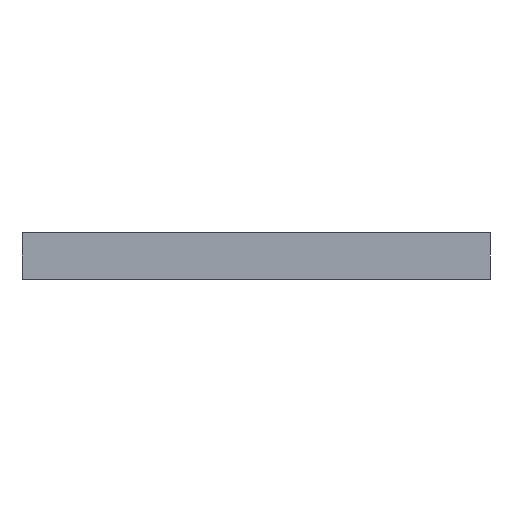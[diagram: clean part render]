
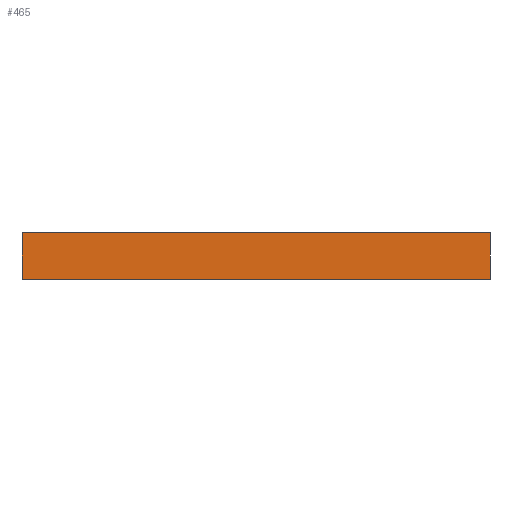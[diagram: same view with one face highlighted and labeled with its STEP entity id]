
A CAD part, left-side view. The second image highlights one B-rep face of the part: STEP entity #465.
In plain terms, the highlighted planar face has unit normal (-1, 0, 0).
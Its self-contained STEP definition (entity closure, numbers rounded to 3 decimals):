
#110=CARTESIAN_POINT('Vertex',(-190.,150.,15.)) ;
#113=CARTESIAN_POINT('Line Origine',(-190.,75.,15.)) ;
#117=CARTESIAN_POINT('Vertex',(-190.,0.,15.)) ;
#427=CARTESIAN_POINT('Vertex',(-190.,150.,0.)) ;
#430=CARTESIAN_POINT('Line Origine',(-190.,150.,7.5)) ;
#442=CARTESIAN_POINT('Axis2P3D Location',(-190.,150.,0.)) ;
#447=CARTESIAN_POINT('Line Origine',(-190.,75.,0.)) ;
#451=CARTESIAN_POINT('Vertex',(-190.,0.,0.)) ;
#454=CARTESIAN_POINT('Line Origine',(-190.,0.,7.5)) ;
#114=DIRECTION('Vector Direction',(0.,-1.,0.)) ;
#431=DIRECTION('Vector Direction',(0.,0.,1.)) ;
#443=DIRECTION('Axis2P3D Direction',(-1.,0.,0.)) ;
#444=DIRECTION('Axis2P3D XDirection',(-0.,-1.,-0.)) ;
#448=DIRECTION('Vector Direction',(0.,-1.,0.)) ;
#455=DIRECTION('Vector Direction',(0.,0.,1.)) ;
#445=AXIS2_PLACEMENT_3D('Plane Axis2P3D',#442,#443,#444) ;
#460=ORIENTED_EDGE('',*,*,#434,.F.) ;
#461=ORIENTED_EDGE('',*,*,#453,.T.) ;
#462=ORIENTED_EDGE('',*,*,#458,.T.) ;
#463=ORIENTED_EDGE('',*,*,#119,.F.) ;
#115=VECTOR('Line Direction',#114,1.) ;
#432=VECTOR('Line Direction',#431,1.) ;
#449=VECTOR('Line Direction',#448,1.) ;
#456=VECTOR('Line Direction',#455,1.) ;
#465=ADVANCED_FACE('PartBody',(#464),#446,.T.) ;
#119=EDGE_CURVE('',#111,#118,#116,.T.) ;
#434=EDGE_CURVE('',#428,#111,#433,.T.) ;
#453=EDGE_CURVE('',#428,#452,#450,.T.) ;
#458=EDGE_CURVE('',#452,#118,#457,.T.) ;
#459=EDGE_LOOP('',(#460,#461,#462,#463)) ;
#464=FACE_OUTER_BOUND('',#459,.T.) ;
#116=LINE('Line',#113,#115) ;
#433=LINE('Line',#430,#432) ;
#450=LINE('Line',#447,#449) ;
#457=LINE('Line',#454,#456) ;
#446=PLANE('',#445) ;
#111=VERTEX_POINT('',#110) ;
#118=VERTEX_POINT('',#117) ;
#428=VERTEX_POINT('',#427) ;
#452=VERTEX_POINT('',#451) ;
